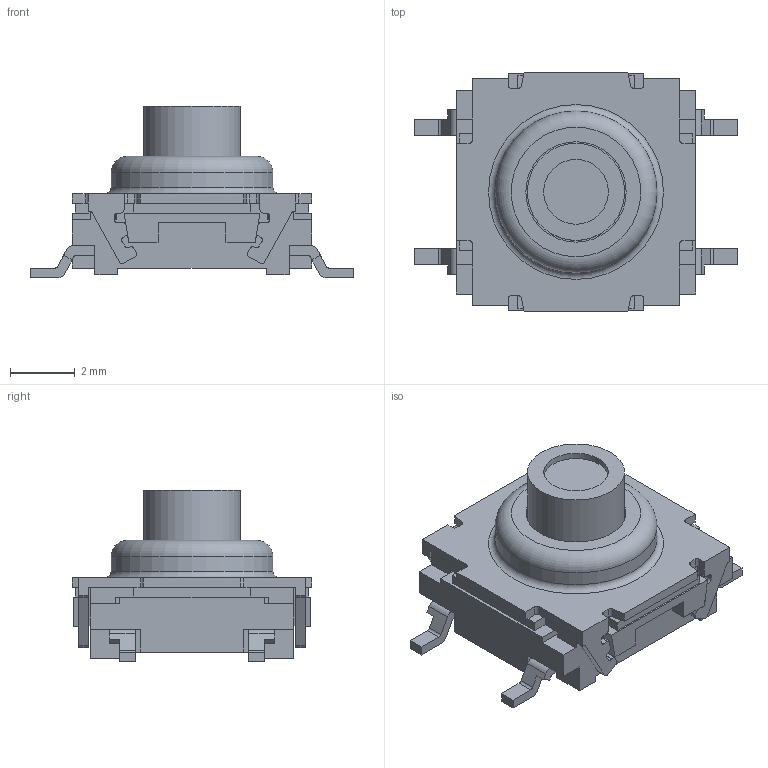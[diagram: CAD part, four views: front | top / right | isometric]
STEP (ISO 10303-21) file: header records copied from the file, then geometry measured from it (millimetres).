
FILE_DESCRIPTION((' '),'2;1');
FILE_NAME('TL6120BFxxxxG.stp','2017-07-31T11:49:59',(' '),(' '),' ','ACIS',' ');
FILE_SCHEMA(('CONFIG_CONTROL_DESIGN'));
Length unit declared in the file: inch
Products named in the file (1): TL6120BFxxxxG.stp
Bounding box: 10 x 7.4 x 5.3 mm (x, y, z)
Volume: 117.4 mm3; surface area: 375.5 mm2
Topology: 1 solids, 3 shells, 382 faces, 1076 edges, 709 vertices
Faces by surface type: plane 286, cylinder 91, torus 4, sphere 1
Full cylindrical faces by diameter (mm): 2 x1, 2.1 x1, 3 x1, 3.1 x1, 4 x1, 4.3 x1, 4.35 x1, 5 x1
Entity records: 12263 total; most frequent: CARTESIAN_POINT 2147, ORIENTED_EDGE 2118, DIRECTION 2012, EDGE_CURVE 1059, VECTOR 872, LINE 872, VERTEX_POINT 705, AXIS2_PLACEMENT_3D 570
